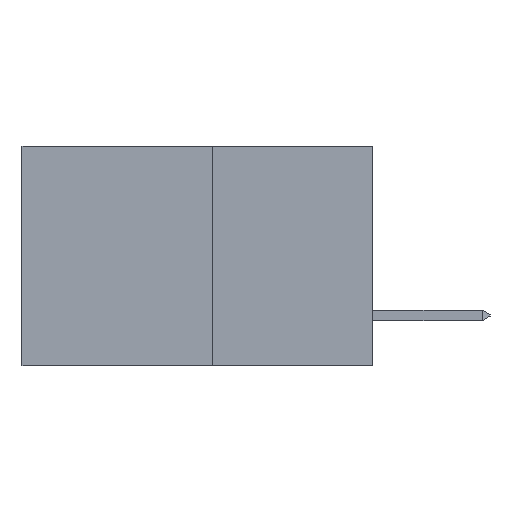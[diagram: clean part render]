
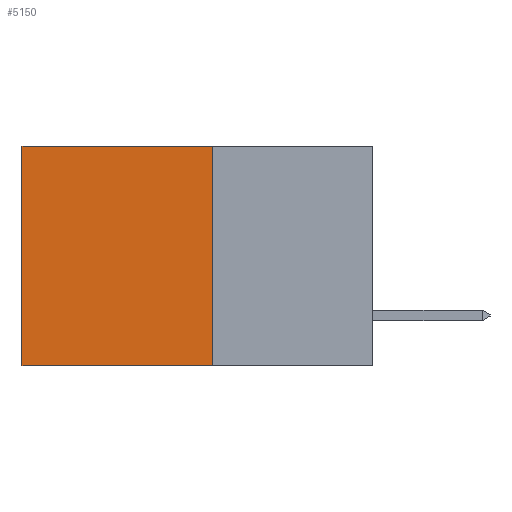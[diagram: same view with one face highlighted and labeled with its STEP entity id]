
A CAD part, left-side view. The second image highlights one B-rep face of the part: STEP entity #5150.
In plain terms, the highlighted planar face has unit normal (-1, 0, 0).
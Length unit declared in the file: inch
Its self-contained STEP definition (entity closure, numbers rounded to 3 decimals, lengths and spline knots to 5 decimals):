
#1422 = EDGE_CURVE ( 'NONE', #7668, #2232, #7225, .T. ) ;
#1555 = DIRECTION ( 'NONE',  ( 0., 0., -1. ) ) ;
#1767 = CARTESIAN_POINT ( 'NONE',  ( 0.277, 0.27, -0.37 ) ) ;
#2015 = EDGE_CURVE ( 'NONE', #3970, #4872, #4606, .T. ) ;
#2232 = VERTEX_POINT ( 'NONE', #8450 ) ;
#2547 = AXIS2_PLACEMENT_3D ( 'NONE', #1767, #6694, #7975 ) ;
#2898 = DIRECTION ( 'NONE',  ( 0., 0., -1. ) ) ;
#2965 = CARTESIAN_POINT ( 'NONE',  ( 0.277, 0.27, 0. ) ) ;
#2966 = VECTOR ( 'NONE', #6331, 39.37008 ) ;
#3026 = PLANE ( 'NONE',  #2547 ) ;
#3574 = CARTESIAN_POINT ( 'NONE',  ( 0.277, 0.27, -0.37 ) ) ;
#3626 = VECTOR ( 'NONE', #4328, 39.37008 ) ;
#3777 = CARTESIAN_POINT ( 'NONE',  ( 0.277, 0.59, 0. ) ) ;
#3784 = CARTESIAN_POINT ( 'NONE',  ( 0.277, 0.27, -0.37 ) ) ;
#3970 = VERTEX_POINT ( 'NONE', #2965 ) ;
#4328 = DIRECTION ( 'NONE',  ( 0., 1., 0. ) ) ;
#4538 = EDGE_CURVE ( 'NONE', #3970, #7668, #6312, .T. ) ;
#4606 = LINE ( 'NONE', #6466, #2966 ) ;
#4872 = VERTEX_POINT ( 'NONE', #3777 ) ;
#5150 = ADVANCED_FACE ( 'NONE', ( #7709 ), #3026, .F. ) ;
#5361 = CARTESIAN_POINT ( 'NONE',  ( 0.277, 0.59, -0.37 ) ) ;
#5710 = EDGE_CURVE ( 'NONE', #4872, #2232, #8405, .T. ) ;
#5953 = EDGE_LOOP ( 'NONE', ( #8471, #7370, #6844, #6350 ) ) ;
#6312 = LINE ( 'NONE', #7592, #6914 ) ;
#6331 = DIRECTION ( 'NONE',  ( 0., 1., 0. ) ) ;
#6350 = ORIENTED_EDGE ( 'NONE', *, *, #2015, .T. ) ;
#6466 = CARTESIAN_POINT ( 'NONE',  ( 0.277, 0.27, 0. ) ) ;
#6694 = DIRECTION ( 'NONE',  ( 1., 0., 0. ) ) ;
#6844 = ORIENTED_EDGE ( 'NONE', *, *, #4538, .F. ) ;
#6914 = VECTOR ( 'NONE', #1555, 39.37008 ) ;
#7094 = VECTOR ( 'NONE', #2898, 39.37008 ) ;
#7225 = LINE ( 'NONE', #3574, #3626 ) ;
#7370 = ORIENTED_EDGE ( 'NONE', *, *, #1422, .F. ) ;
#7592 = CARTESIAN_POINT ( 'NONE',  ( 0.277, 0.27, -0.37 ) ) ;
#7668 = VERTEX_POINT ( 'NONE', #3784 ) ;
#7709 = FACE_OUTER_BOUND ( 'NONE', #5953, .T. ) ;
#7975 = DIRECTION ( 'NONE',  ( 0., 0., -1. ) ) ;
#8405 = LINE ( 'NONE', #5361, #7094 ) ;
#8450 = CARTESIAN_POINT ( 'NONE',  ( 0.277, 0.59, -0.37 ) ) ;
#8471 = ORIENTED_EDGE ( 'NONE', *, *, #5710, .T. ) ;
